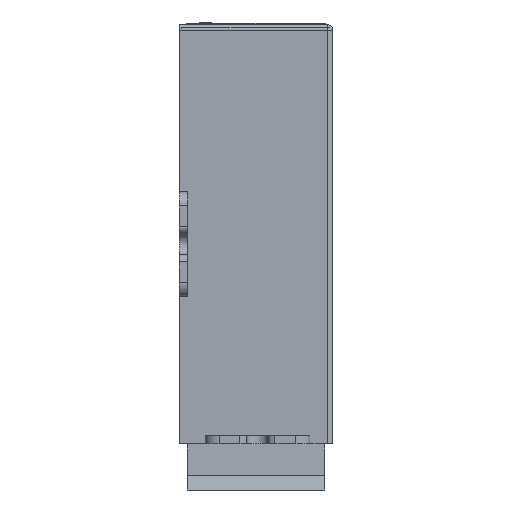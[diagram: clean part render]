
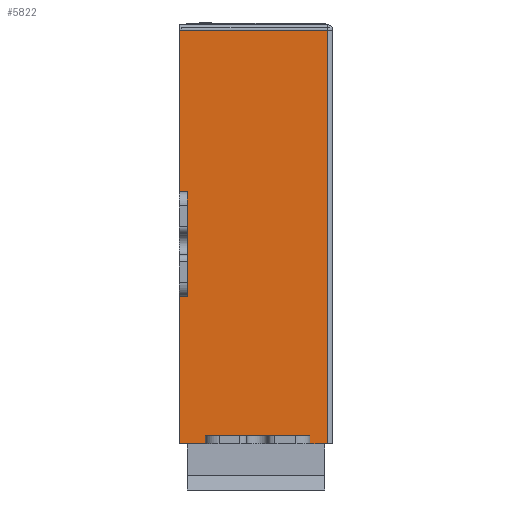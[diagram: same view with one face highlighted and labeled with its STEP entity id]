
A CAD part, front view. The second image highlights one B-rep face of the part: STEP entity #5822.
In plain terms, the highlighted planar face has unit normal (0, -1, 0).
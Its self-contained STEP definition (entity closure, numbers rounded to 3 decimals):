
#401 = ORIENTED_EDGE ( 'NONE', *, *, #7045, .F. ) ;
#402 = ORIENTED_EDGE ( 'NONE', *, *, #7015, .T. ) ;
#403 = ORIENTED_EDGE ( 'NONE', *, *, #7044, .T. ) ;
#404 = ORIENTED_EDGE ( 'NONE', *, *, #7046, .F. ) ;
#405 = ORIENTED_EDGE ( 'NONE', *, *, #7048, .T. ) ;
#406 = ORIENTED_EDGE ( 'NONE', *, *, #7047, .T. ) ;
#407 = ORIENTED_EDGE ( 'NONE', *, *, #7032, .T. ) ;
#408 = ORIENTED_EDGE ( 'NONE', *, *, #7049, .T. ) ;
#409 = ORIENTED_EDGE ( 'NONE', *, *, #7051, .T. ) ;
#410 = ORIENTED_EDGE ( 'NONE', *, *, #7050, .F. ) ;
#411 = ORIENTED_EDGE ( 'NONE', *, *, #7052, .T. ) ;
#412 = ORIENTED_EDGE ( 'NONE', *, *, #7053, .T. ) ;
#1961 = CARTESIAN_POINT ( 'NONE',  ( -14., -50.8, 38.1 ) ) ;
#1962 = DIRECTION ( 'NONE',  ( 0., 0., -1. ) ) ;
#2001 = CARTESIAN_POINT ( 'NONE',  ( -14., -50.8, 38.1 ) ) ;
#2002 = DIRECTION ( 'NONE',  ( 0., 0., -1. ) ) ;
#2030 = CARTESIAN_POINT ( 'NONE',  ( -14., -50.8, 37.1 ) ) ;
#2031 = DIRECTION ( 'NONE',  ( -1., 0., 0. ) ) ;
#2032 = CARTESIAN_POINT ( 'NONE',  ( 13., -50.8, 38.1 ) ) ;
#2033 = DIRECTION ( 'NONE',  ( 0., 0., -1. ) ) ;
#2034 = CARTESIAN_POINT ( 'NONE',  ( -12.5, -50.8, 7.7 ) ) ;
#2035 = DIRECTION ( 'NONE',  ( -1., 0., 0. ) ) ;
#2036 = CARTESIAN_POINT ( 'NONE',  ( -12.5, -50.8, -11.35 ) ) ;
#2037 = DIRECTION ( 'NONE',  ( 0., 0., -1. ) ) ;
#2038 = CARTESIAN_POINT ( 'NONE',  ( -12.5, -50.8, -11.35 ) ) ;
#2039 = DIRECTION ( 'NONE',  ( -1., 0., 0. ) ) ;
#2040 = CARTESIAN_POINT ( 'NONE',  ( -14., -50.8, -38.1 ) ) ;
#2041 = DIRECTION ( 'NONE',  ( 1., 0., 0. ) ) ;
#2042 = CARTESIAN_POINT ( 'NONE',  ( -9.263, -50.8, -36.6 ) ) ;
#2043 = DIRECTION ( 'NONE',  ( 0., 0., -1. ) ) ;
#2044 = CARTESIAN_POINT ( 'NONE',  ( 9.787, -50.8, -36.6 ) ) ;
#2045 = DIRECTION ( 'NONE',  ( 1., 0., 0. ) ) ;
#2046 = CARTESIAN_POINT ( 'NONE',  ( 9.787, -50.8, -36.6 ) ) ;
#2047 = DIRECTION ( 'NONE',  ( 0., 0., -1. ) ) ;
#2048 = CARTESIAN_POINT ( 'NONE',  ( -14., -50.8, -38.1 ) ) ;
#2049 = DIRECTION ( 'NONE',  ( 1., 0., 0. ) ) ;
#5822 = ADVANCED_FACE ( 'NONE', ( #9072 ), #11495, .F. ) ;
#7015 = EDGE_CURVE ( 'NONE', #13474, #13475, #9172, .T. ) ;
#7032 = EDGE_CURVE ( 'NONE', #13492, #13491, #9183, .T. ) ;
#7044 = EDGE_CURVE ( 'NONE', #13503, #13474, #9190, .T. ) ;
#7045 = EDGE_CURVE ( 'NONE', #13503, #13504, #9191, .T. ) ;
#7046 = EDGE_CURVE ( 'NONE', #13505, #13475, #9192, .T. ) ;
#7047 = EDGE_CURVE ( 'NONE', #13505, #13506, #9193, .T. ) ;
#7048 = EDGE_CURVE ( 'NONE', #13506, #13492, #9194, .T. ) ;
#7049 = EDGE_CURVE ( 'NONE', #13491, #13509, #9195, .T. ) ;
#7050 = EDGE_CURVE ( 'NONE', #13508, #13509, #9196, .T. ) ;
#7051 = EDGE_CURVE ( 'NONE', #13508, #13512, #9197, .T. ) ;
#7052 = EDGE_CURVE ( 'NONE', #13512, #13510, #9198, .T. ) ;
#7053 = EDGE_CURVE ( 'NONE', #13510, #13504, #9199, .T. ) ;
#9072 = FACE_OUTER_BOUND ( 'NONE', #10720, .T. ) ;
#9172 = LINE ( 'NONE', #1961, #12867 ) ;
#9183 = LINE ( 'NONE', #2001, #12890 ) ;
#9190 = LINE ( 'NONE', #2030, #12906 ) ;
#9191 = LINE ( 'NONE', #2032, #12907 ) ;
#9192 = LINE ( 'NONE', #2034, #12908 ) ;
#9193 = LINE ( 'NONE', #2036, #12909 ) ;
#9194 = LINE ( 'NONE', #2038, #12910 ) ;
#9195 = LINE ( 'NONE', #2040, #12911 ) ;
#9196 = LINE ( 'NONE', #2042, #12913 ) ;
#9197 = LINE ( 'NONE', #2044, #12914 ) ;
#9198 = LINE ( 'NONE', #2046, #12915 ) ;
#9199 = LINE ( 'NONE', #2048, #12916 ) ;
#10720 = EDGE_LOOP ( 'NONE', ( #401, #403, #402, #404, #406, #405, #407, #408, #410, #409, #411, #412 ) ) ;
#11495 = PLANE ( 'NONE',  #12754 ) ;
#11496 = CARTESIAN_POINT ( 'NONE',  ( -14., -50.8, 38.1 ) ) ;
#11497 = DIRECTION ( 'NONE',  ( 0., 1., 0. ) ) ;
#11498 = DIRECTION ( 'NONE',  ( -1., 0., 0. ) ) ;
#12754 = AXIS2_PLACEMENT_3D ( 'NONE', #11496, #11497, #11498 ) ;
#12867 = VECTOR ( 'NONE', #1962, 1000. ) ;
#12890 = VECTOR ( 'NONE', #2002, 1000. ) ;
#12906 = VECTOR ( 'NONE', #2031, 1000. ) ;
#12907 = VECTOR ( 'NONE', #2033, 1000. ) ;
#12908 = VECTOR ( 'NONE', #2035, 1000. ) ;
#12909 = VECTOR ( 'NONE', #2037, 1000. ) ;
#12910 = VECTOR ( 'NONE', #2039, 1000. ) ;
#12911 = VECTOR ( 'NONE', #2041, 1000. ) ;
#12913 = VECTOR ( 'NONE', #2043, 1000. ) ;
#12914 = VECTOR ( 'NONE', #2045, 1000. ) ;
#12915 = VECTOR ( 'NONE', #2047, 1000. ) ;
#12916 = VECTOR ( 'NONE', #2049, 1000. ) ;
#13474 = VERTEX_POINT ( 'NONE', #16212 ) ;
#13475 = VERTEX_POINT ( 'NONE', #16213 ) ;
#13491 = VERTEX_POINT ( 'NONE', #16229 ) ;
#13492 = VERTEX_POINT ( 'NONE', #16230 ) ;
#13503 = VERTEX_POINT ( 'NONE', #16241 ) ;
#13504 = VERTEX_POINT ( 'NONE', #16242 ) ;
#13505 = VERTEX_POINT ( 'NONE', #16243 ) ;
#13506 = VERTEX_POINT ( 'NONE', #16244 ) ;
#13508 = VERTEX_POINT ( 'NONE', #16246 ) ;
#13509 = VERTEX_POINT ( 'NONE', #16247 ) ;
#13510 = VERTEX_POINT ( 'NONE', #16248 ) ;
#13512 = VERTEX_POINT ( 'NONE', #16250 ) ;
#16212 = CARTESIAN_POINT ( 'NONE',  ( -14., -50.8, 37.1 ) ) ;
#16213 = CARTESIAN_POINT ( 'NONE',  ( -14., -50.8, 7.7 ) ) ;
#16229 = CARTESIAN_POINT ( 'NONE',  ( -14., -50.8, -38.1 ) ) ;
#16230 = CARTESIAN_POINT ( 'NONE',  ( -14., -50.8, -11.35 ) ) ;
#16241 = CARTESIAN_POINT ( 'NONE',  ( 13., -50.8, 37.1 ) ) ;
#16242 = CARTESIAN_POINT ( 'NONE',  ( 13., -50.8, -38.1 ) ) ;
#16243 = CARTESIAN_POINT ( 'NONE',  ( -12.5, -50.8, 7.7 ) ) ;
#16244 = CARTESIAN_POINT ( 'NONE',  ( -12.5, -50.8, -11.35 ) ) ;
#16246 = CARTESIAN_POINT ( 'NONE',  ( -9.263, -50.8, -36.6 ) ) ;
#16247 = CARTESIAN_POINT ( 'NONE',  ( -9.263, -50.8, -38.1 ) ) ;
#16248 = CARTESIAN_POINT ( 'NONE',  ( 9.787, -50.8, -38.1 ) ) ;
#16250 = CARTESIAN_POINT ( 'NONE',  ( 9.787, -50.8, -36.6 ) ) ;
